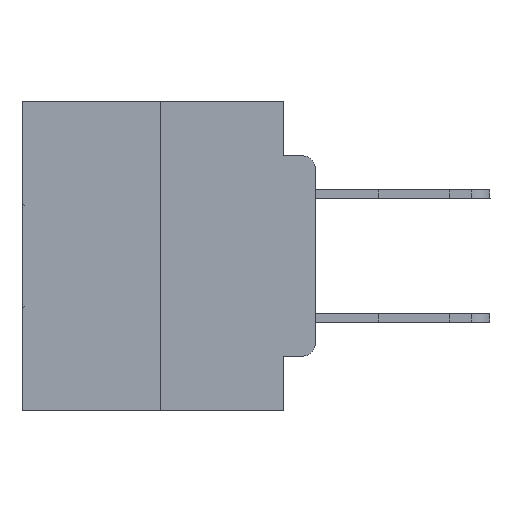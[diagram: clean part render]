
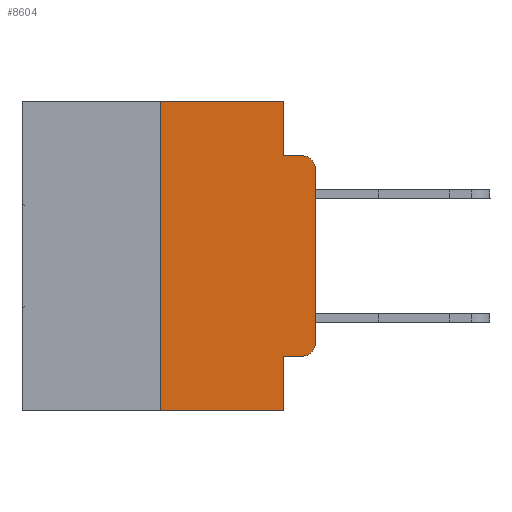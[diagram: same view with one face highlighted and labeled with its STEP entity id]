
A CAD part, left-side view. The second image highlights one B-rep face of the part: STEP entity #8604.
In plain terms, the highlighted planar face has unit normal (-1, 0, 0).
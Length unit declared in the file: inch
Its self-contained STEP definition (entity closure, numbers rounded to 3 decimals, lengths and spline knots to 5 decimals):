
#118 = ORIENTED_EDGE ( 'NONE', *, *, #617, .T. ) ;
#617 = EDGE_CURVE ( 'NONE', #7668, #6209, #13631, .T. ) ;
#1525 = DIRECTION ( 'NONE',  ( 0., 0., -1. ) ) ;
#1631 = CIRCLE ( 'NONE', #24275, 0.02 ) ;
#1788 = VERTEX_POINT ( 'NONE', #12597 ) ;
#2010 = LINE ( 'NONE', #15848, #24047 ) ;
#3533 = CARTESIAN_POINT ( 'NONE',  ( 0., 0.051, 0. ) ) ;
#3825 = EDGE_CURVE ( 'NONE', #7668, #12657, #2010, .T. ) ;
#4014 = CARTESIAN_POINT ( 'NONE',  ( 0., 0.051, -0.5 ) ) ;
#4170 = VERTEX_POINT ( 'NONE', #24148 ) ;
#4966 = ORIENTED_EDGE ( 'NONE', *, *, #5398, .F. ) ;
#5325 = DIRECTION ( 'NONE',  ( 0., -1., 0. ) ) ;
#5398 = EDGE_CURVE ( 'NONE', #11509, #25514, #8994, .T. ) ;
#5505 = CARTESIAN_POINT ( 'NONE',  ( 0., 0.051, -0.0885 ) ) ;
#5578 = LINE ( 'NONE', #9244, #29738 ) ;
#5947 = VECTOR ( 'NONE', #18957, 39.37008 ) ;
#6209 = VERTEX_POINT ( 'NONE', #12437 ) ;
#6601 = EDGE_CURVE ( 'NONE', #25514, #1788, #5578, .T. ) ;
#6670 = CIRCLE ( 'NONE', #21007, 0.02 ) ;
#6973 = EDGE_CURVE ( 'NONE', #1788, #21426, #26465, .T. ) ;
#7132 = CARTESIAN_POINT ( 'NONE',  ( 0., 0., 0. ) ) ;
#7290 = CARTESIAN_POINT ( 'NONE',  ( 0., 0.473, 0. ) ) ;
#7668 = VERTEX_POINT ( 'NONE', #29805 ) ;
#8046 = FACE_OUTER_BOUND ( 'NONE', #17656, .T. ) ;
#8604 = ADVANCED_FACE ( 'NONE', ( #8046 ), #26045, .F. ) ;
#8994 = LINE ( 'NONE', #9932, #20082 ) ;
#9244 = CARTESIAN_POINT ( 'NONE',  ( 0., 0.473, 0. ) ) ;
#9932 = CARTESIAN_POINT ( 'NONE',  ( 0., 0.25, 0. ) ) ;
#10839 = CARTESIAN_POINT ( 'NONE',  ( 0., 0.051, -0.0885 ) ) ;
#11014 = AXIS2_PLACEMENT_3D ( 'NONE', #7290, #28376, #14416 ) ;
#11085 = CARTESIAN_POINT ( 'NONE',  ( 0., 0.02, -0.1085 ) ) ;
#11239 = ORIENTED_EDGE ( 'NONE', *, *, #18517, .T. ) ;
#11509 = VERTEX_POINT ( 'NONE', #30275 ) ;
#11581 = DIRECTION ( 'NONE',  ( 0., -1., 0. ) ) ;
#11709 = EDGE_CURVE ( 'NONE', #21426, #28876, #17996, .T. ) ;
#12024 = CARTESIAN_POINT ( 'NONE',  ( 0., 0.473, -0.5 ) ) ;
#12216 = LINE ( 'NONE', #7132, #5947 ) ;
#12293 = DIRECTION ( 'NONE',  ( 0., 0., 1. ) ) ;
#12437 = CARTESIAN_POINT ( 'NONE',  ( 0., 0.02, -0.4115 ) ) ;
#12597 = CARTESIAN_POINT ( 'NONE',  ( 0., 0.051, 0. ) ) ;
#12657 = VERTEX_POINT ( 'NONE', #4014 ) ;
#13318 = VECTOR ( 'NONE', #15315, 39.37008 ) ;
#13322 = EDGE_CURVE ( 'NONE', #4170, #28876, #1631, .T. ) ;
#13441 = DIRECTION ( 'NONE',  ( 0., 0., -1. ) ) ;
#13470 = DIRECTION ( 'NONE',  ( 0., 0., -1. ) ) ;
#13481 = ORIENTED_EDGE ( 'NONE', *, *, #29512, .T. ) ;
#13631 = LINE ( 'NONE', #19284, #23140 ) ;
#14416 = DIRECTION ( 'NONE',  ( 0., 0., -1. ) ) ;
#14592 = ORIENTED_EDGE ( 'NONE', *, *, #11709, .F. ) ;
#14922 = EDGE_CURVE ( 'NONE', #28636, #4170, #12216, .T. ) ;
#15315 = DIRECTION ( 'NONE',  ( 0., 0., -1. ) ) ;
#15692 = DIRECTION ( 'NONE',  ( -1., 0., 0. ) ) ;
#15848 = CARTESIAN_POINT ( 'NONE',  ( 0., 0.051, 0. ) ) ;
#17078 = LINE ( 'NONE', #12024, #23219 ) ;
#17656 = EDGE_LOOP ( 'NONE', ( #25524, #20134, #14592, #21561, #22276, #4966, #11239, #24459, #118, #13481 ) ) ;
#17996 = LINE ( 'NONE', #5505, #18755 ) ;
#18517 = EDGE_CURVE ( 'NONE', #11509, #12657, #17078, .T. ) ;
#18563 = CARTESIAN_POINT ( 'NONE',  ( 0., 0.02, -0.0885 ) ) ;
#18755 = VECTOR ( 'NONE', #21979, 39.37008 ) ;
#18957 = DIRECTION ( 'NONE',  ( 0., 0., 1. ) ) ;
#19284 = CARTESIAN_POINT ( 'NONE',  ( 0., 0.051, -0.4115 ) ) ;
#20026 = CARTESIAN_POINT ( 'NONE',  ( 0., 0.25, 0. ) ) ;
#20082 = VECTOR ( 'NONE', #12293, 39.37008 ) ;
#20134 = ORIENTED_EDGE ( 'NONE', *, *, #13322, .T. ) ;
#21007 = AXIS2_PLACEMENT_3D ( 'NONE', #29589, #15692, #1525 ) ;
#21426 = VERTEX_POINT ( 'NONE', #10839 ) ;
#21561 = ORIENTED_EDGE ( 'NONE', *, *, #6973, .F. ) ;
#21979 = DIRECTION ( 'NONE',  ( 0., -1., 0. ) ) ;
#22276 = ORIENTED_EDGE ( 'NONE', *, *, #6601, .F. ) ;
#23140 = VECTOR ( 'NONE', #5325, 39.37008 ) ;
#23219 = VECTOR ( 'NONE', #28382, 39.37008 ) ;
#24047 = VECTOR ( 'NONE', #13441, 39.37008 ) ;
#24148 = CARTESIAN_POINT ( 'NONE',  ( 0., 0., -0.1085 ) ) ;
#24275 = AXIS2_PLACEMENT_3D ( 'NONE', #11085, #27422, #13470 ) ;
#24459 = ORIENTED_EDGE ( 'NONE', *, *, #3825, .F. ) ;
#24711 = CARTESIAN_POINT ( 'NONE',  ( 0., 0., -0.3915 ) ) ;
#25514 = VERTEX_POINT ( 'NONE', #20026 ) ;
#25524 = ORIENTED_EDGE ( 'NONE', *, *, #14922, .T. ) ;
#26045 = PLANE ( 'NONE',  #11014 ) ;
#26465 = LINE ( 'NONE', #3533, #13318 ) ;
#27422 = DIRECTION ( 'NONE',  ( -1., 0., 0. ) ) ;
#28376 = DIRECTION ( 'NONE',  ( 1., 0., 0. ) ) ;
#28382 = DIRECTION ( 'NONE',  ( 0., -1., 0. ) ) ;
#28636 = VERTEX_POINT ( 'NONE', #24711 ) ;
#28876 = VERTEX_POINT ( 'NONE', #18563 ) ;
#29512 = EDGE_CURVE ( 'NONE', #6209, #28636, #6670, .T. ) ;
#29589 = CARTESIAN_POINT ( 'NONE',  ( 0., 0.02, -0.3915 ) ) ;
#29738 = VECTOR ( 'NONE', #11581, 39.37008 ) ;
#29805 = CARTESIAN_POINT ( 'NONE',  ( 0., 0.051, -0.4115 ) ) ;
#30275 = CARTESIAN_POINT ( 'NONE',  ( 0., 0.25, -0.5 ) ) ;
